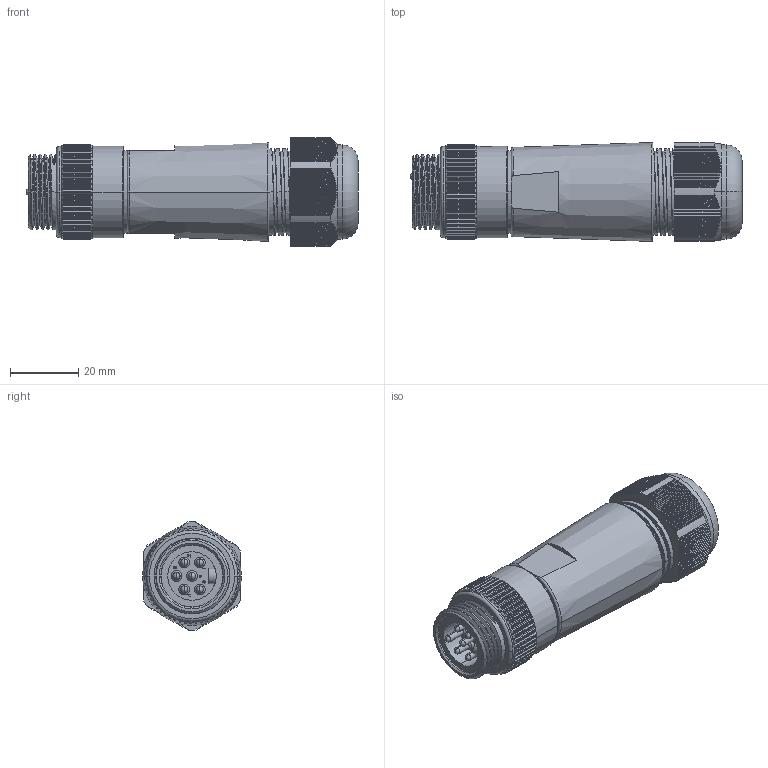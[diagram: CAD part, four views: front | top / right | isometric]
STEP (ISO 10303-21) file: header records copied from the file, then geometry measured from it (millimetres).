
FILE_DESCRIPTION (( 'STEP AP214' ), '1' );
FILE_NAME ('ZP-S1-6MPM-FWX.step', '2016-03-08T22:16:08', ( '' ), ( '' ), 'SwSTEP 2.0', 'SolidWorks 2015', '' );
FILE_SCHEMA (( 'AUTOMOTIVE_DESIGN' ));
Length unit declared in the file: millimetre
Products named in the file (1): ZP-S1-6MPM-FWX
Bounding box: 97.56 x 29.06 x 31.9 mm (x, y, z)
Volume: 49387.6 mm3; surface area: 17953 mm2
Topology: 10 solids, 10 shells, 961 faces, 2738 edges, 1805 vertices
Faces by surface type: plane 535, cylinder 328, bspline 47, cone 24, torus 15, sphere 12
Entity records: 38447 total; most frequent: CARTESIAN_POINT 15544, ORIENTED_EDGE 5428, DIRECTION 3729, EDGE_CURVE 2714, VERTEX_POINT 1793, LINE 1307, VECTOR 1307, AXIS2_PLACEMENT_3D 1211
